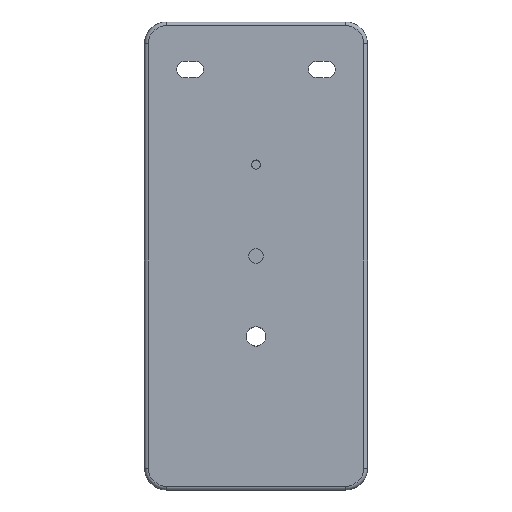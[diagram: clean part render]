
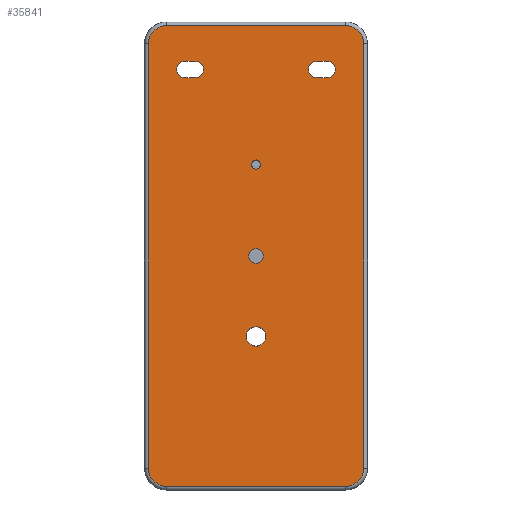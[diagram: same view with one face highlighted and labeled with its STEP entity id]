
A CAD part, front view. The second image highlights one B-rep face of the part: STEP entity #35841.
In plain terms, the highlighted planar face has unit normal (0, -1, 0).
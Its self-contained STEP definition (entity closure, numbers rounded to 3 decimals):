
#2679=DIRECTION('',(1.,0.,0.));
#2680=VECTOR('',#2679,49.);
#2681=CARTESIAN_POINT('',(-24.5,0.,-62.985));
#2682=LINE('',#2681,#2680);
#2683=CARTESIAN_POINT('',(-24.5,0.,-58.));
#2684=DIRECTION('',(0.,-1.,0.));
#2685=DIRECTION('',(-1.,0.,0.));
#2686=AXIS2_PLACEMENT_3D('',#2683,#2684,#2685);
#2688=DIRECTION('',(0.,0.,-1.));
#2689=VECTOR('',#2688,116.);
#2690=CARTESIAN_POINT('',(-29.485,0.,58.));
#2691=LINE('',#2690,#2689);
#2692=CARTESIAN_POINT('',(-24.5,0.,58.));
#2693=DIRECTION('',(0.,-1.,0.));
#2694=DIRECTION('',(0.,0.,1.));
#2695=AXIS2_PLACEMENT_3D('',#2692,#2693,#2694);
#2697=DIRECTION('',(-1.,0.,0.));
#2698=VECTOR('',#2697,49.);
#2699=CARTESIAN_POINT('',(24.5,0.,62.985));
#2700=LINE('',#2699,#2698);
#2701=CARTESIAN_POINT('',(24.5,0.,58.));
#2702=DIRECTION('',(0.,-1.,0.));
#2703=DIRECTION('',(1.,0.,0.));
#2704=AXIS2_PLACEMENT_3D('',#2701,#2702,#2703);
#2706=DIRECTION('',(0.,0.,1.));
#2707=VECTOR('',#2706,116.);
#2708=CARTESIAN_POINT('',(29.485,0.,-58.));
#2709=LINE('',#2708,#2707);
#2710=CARTESIAN_POINT('',(24.5,0.,-58.));
#2711=DIRECTION('',(0.,-1.,0.));
#2712=DIRECTION('',(0.,0.,-1.));
#2713=AXIS2_PLACEMENT_3D('',#2710,#2711,#2712);
#2715=CARTESIAN_POINT('',(0.,0.,-22.));
#2716=DIRECTION('',(0.,-1.,0.));
#2717=DIRECTION('',(1.,0.,0.));
#2718=AXIS2_PLACEMENT_3D('',#2715,#2716,#2717);
#2720=CARTESIAN_POINT('',(0.,0.,-22.));
#2721=DIRECTION('',(0.,-1.,0.));
#2722=DIRECTION('',(-1.,0.,0.));
#2723=AXIS2_PLACEMENT_3D('',#2720,#2721,#2722);
#2725=DIRECTION('',(1.,0.,0.));
#2726=VECTOR('',#2725,3.);
#2727=CARTESIAN_POINT('',(-19.5,0.,48.802));
#2728=LINE('',#2727,#2726);
#2729=CARTESIAN_POINT('',(-16.5,0.,51.));
#2730=DIRECTION('',(0.,-1.,0.));
#2731=DIRECTION('',(0.,0.,-1.));
#2732=AXIS2_PLACEMENT_3D('',#2729,#2730,#2731);
#2734=DIRECTION('',(-1.,0.,0.));
#2735=VECTOR('',#2734,3.);
#2736=CARTESIAN_POINT('',(-16.5,0.,53.198));
#2737=LINE('',#2736,#2735);
#2738=CARTESIAN_POINT('',(-19.5,0.,51.));
#2739=DIRECTION('',(0.,-1.,0.));
#2740=DIRECTION('',(0.,0.,1.));
#2741=AXIS2_PLACEMENT_3D('',#2738,#2739,#2740);
#2743=DIRECTION('',(1.,0.,0.));
#2744=VECTOR('',#2743,3.);
#2745=CARTESIAN_POINT('',(16.5,0.,48.802));
#2746=LINE('',#2745,#2744);
#2747=CARTESIAN_POINT('',(19.5,0.,51.));
#2748=DIRECTION('',(0.,-1.,0.));
#2749=DIRECTION('',(0.,0.,-1.));
#2750=AXIS2_PLACEMENT_3D('',#2747,#2748,#2749);
#2752=DIRECTION('',(-1.,0.,0.));
#2753=VECTOR('',#2752,3.);
#2754=CARTESIAN_POINT('',(19.5,0.,53.198));
#2755=LINE('',#2754,#2753);
#2756=CARTESIAN_POINT('',(16.5,0.,51.));
#2757=DIRECTION('',(0.,-1.,0.));
#2758=DIRECTION('',(0.,0.,1.));
#2759=AXIS2_PLACEMENT_3D('',#2756,#2757,#2758);
#2761=CARTESIAN_POINT('',(0.,0.,25.));
#2762=DIRECTION('',(0.,1.,0.));
#2763=DIRECTION('',(0.,0.,-1.));
#2764=AXIS2_PLACEMENT_3D('',#2761,#2762,#2763);
#2766=CARTESIAN_POINT('',(0.,0.,25.));
#2767=DIRECTION('',(0.,1.,0.));
#2768=DIRECTION('',(0.,0.,1.));
#2769=AXIS2_PLACEMENT_3D('',#2766,#2767,#2768);
#2771=CARTESIAN_POINT('',(0.,0.,0.));
#2772=DIRECTION('',(0.,-1.,0.));
#2773=DIRECTION('',(0.,0.,-1.));
#2774=AXIS2_PLACEMENT_3D('',#2771,#2772,#2773);
#2776=CARTESIAN_POINT('',(0.,0.,0.));
#2777=DIRECTION('',(0.,-1.,0.));
#2778=DIRECTION('',(0.,0.,1.));
#2779=AXIS2_PLACEMENT_3D('',#2776,#2777,#2778);
#27751=CARTESIAN_POINT('',(-19.5,0.,48.802));
#27752=CARTESIAN_POINT('',(-16.5,0.,48.802));
#27753=VERTEX_POINT('',#27751);
#27754=VERTEX_POINT('',#27752);
#27755=CARTESIAN_POINT('',(-16.5,0.,53.198));
#27756=VERTEX_POINT('',#27755);
#27757=CARTESIAN_POINT('',(-19.5,0.,53.198));
#27758=VERTEX_POINT('',#27757);
#27759=CARTESIAN_POINT('',(16.5,0.,48.802));
#27760=CARTESIAN_POINT('',(19.5,0.,48.802));
#27761=VERTEX_POINT('',#27759);
#27762=VERTEX_POINT('',#27760);
#27763=CARTESIAN_POINT('',(19.5,0.,53.198));
#27764=VERTEX_POINT('',#27763);
#27765=CARTESIAN_POINT('',(16.5,0.,53.198));
#27766=VERTEX_POINT('',#27765);
#27767=CARTESIAN_POINT('',(2.698,0.,-22.));
#27768=CARTESIAN_POINT('',(-2.698,0.,-22.));
#27769=VERTEX_POINT('',#27767);
#27770=VERTEX_POINT('',#27768);
#27771=CARTESIAN_POINT('',(-24.5,0.,-62.985));
#27772=CARTESIAN_POINT('',(24.5,0.,-62.985));
#27773=VERTEX_POINT('',#27771);
#27774=VERTEX_POINT('',#27772);
#27779=CARTESIAN_POINT('',(29.485,0.,-58.));
#27780=VERTEX_POINT('',#27779);
#27783=CARTESIAN_POINT('',(29.485,0.,58.));
#27784=VERTEX_POINT('',#27783);
#27787=CARTESIAN_POINT('',(24.5,0.,62.985));
#27788=VERTEX_POINT('',#27787);
#27791=CARTESIAN_POINT('',(-24.5,0.,62.985));
#27792=VERTEX_POINT('',#27791);
#27795=CARTESIAN_POINT('',(-29.485,0.,58.));
#27796=VERTEX_POINT('',#27795);
#27799=CARTESIAN_POINT('',(-29.485,0.,-58.));
#27800=VERTEX_POINT('',#27799);
#27803=CARTESIAN_POINT('',(0.,0.,23.74));
#27804=CARTESIAN_POINT('',(0.,0.,26.26));
#27805=VERTEX_POINT('',#27803);
#27806=VERTEX_POINT('',#27804);
#27843=CARTESIAN_POINT('',(0.,0.,-2.009));
#27844=CARTESIAN_POINT('',(0.,0.,2.009));
#27845=VERTEX_POINT('',#27843);
#27846=VERTEX_POINT('',#27844);
#35781=CARTESIAN_POINT('',(0.,0.,0.));
#35782=DIRECTION('',(0.,1.,0.));
#35783=DIRECTION('',(1.,0.,0.));
#35784=AXIS2_PLACEMENT_3D('',#35781,#35782,#35783);
#35785=PLANE('',#35784);
#35787=ORIENTED_EDGE('',*,*,#35786,.F.);
#35789=ORIENTED_EDGE('',*,*,#35788,.F.);
#35790=ORIENTED_EDGE('',*,*,#35771,.F.);
#35792=ORIENTED_EDGE('',*,*,#35791,.F.);
#35794=ORIENTED_EDGE('',*,*,#35793,.F.);
#35796=ORIENTED_EDGE('',*,*,#35795,.F.);
#35798=ORIENTED_EDGE('',*,*,#35797,.F.);
#35800=ORIENTED_EDGE('',*,*,#35799,.F.);
#35801=EDGE_LOOP('',(#35787,#35789,#35790,#35792,#35794,#35796,#35798,#35800));
#35802=FACE_OUTER_BOUND('',#35801,.F.);
#35804=ORIENTED_EDGE('',*,*,#35803,.T.);
#35806=ORIENTED_EDGE('',*,*,#35805,.T.);
#35807=EDGE_LOOP('',(#35804,#35806));
#35808=FACE_BOUND('',#35807,.F.);
#35810=ORIENTED_EDGE('',*,*,#35809,.T.);
#35812=ORIENTED_EDGE('',*,*,#35811,.T.);
#35814=ORIENTED_EDGE('',*,*,#35813,.T.);
#35816=ORIENTED_EDGE('',*,*,#35815,.T.);
#35817=EDGE_LOOP('',(#35810,#35812,#35814,#35816));
#35818=FACE_BOUND('',#35817,.F.);
#35820=ORIENTED_EDGE('',*,*,#35819,.T.);
#35822=ORIENTED_EDGE('',*,*,#35821,.T.);
#35824=ORIENTED_EDGE('',*,*,#35823,.T.);
#35826=ORIENTED_EDGE('',*,*,#35825,.T.);
#35827=EDGE_LOOP('',(#35820,#35822,#35824,#35826));
#35828=FACE_BOUND('',#35827,.F.);
#35830=ORIENTED_EDGE('',*,*,#35829,.F.);
#35832=ORIENTED_EDGE('',*,*,#35831,.F.);
#35833=EDGE_LOOP('',(#35830,#35832));
#35834=FACE_BOUND('',#35833,.F.);
#35836=ORIENTED_EDGE('',*,*,#35835,.T.);
#35838=ORIENTED_EDGE('',*,*,#35837,.T.);
#35839=EDGE_LOOP('',(#35836,#35838));
#35840=FACE_BOUND('',#35839,.F.);
#35841=ADVANCED_FACE('',(#35802,#35808,#35818,#35828,#35834,#35840),#35785,.F.);
#2687=CIRCLE('',#2686,4.985);
#2696=CIRCLE('',#2695,4.985);
#2705=CIRCLE('',#2704,4.985);
#2714=CIRCLE('',#2713,4.985);
#2719=CIRCLE('',#2718,2.698);
#2724=CIRCLE('',#2723,2.698);
#2733=CIRCLE('',#2732,2.198);
#2742=CIRCLE('',#2741,2.198);
#2751=CIRCLE('',#2750,2.198);
#2760=CIRCLE('',#2759,2.198);
#2765=CIRCLE('',#2764,1.26);
#2770=CIRCLE('',#2769,1.26);
#2775=CIRCLE('',#2774,2.009);
#2780=CIRCLE('',#2779,2.009);
#35771=EDGE_CURVE('',#27796,#27800,#2691,.T.);
#35786=EDGE_CURVE('',#27773,#27774,#2682,.T.);
#35788=EDGE_CURVE('',#27800,#27773,#2687,.T.);
#35791=EDGE_CURVE('',#27792,#27796,#2696,.T.);
#35793=EDGE_CURVE('',#27788,#27792,#2700,.T.);
#35795=EDGE_CURVE('',#27784,#27788,#2705,.T.);
#35797=EDGE_CURVE('',#27780,#27784,#2709,.T.);
#35799=EDGE_CURVE('',#27774,#27780,#2714,.T.);
#35803=EDGE_CURVE('',#27769,#27770,#2719,.T.);
#35805=EDGE_CURVE('',#27770,#27769,#2724,.T.);
#35809=EDGE_CURVE('',#27753,#27754,#2728,.T.);
#35811=EDGE_CURVE('',#27754,#27756,#2733,.T.);
#35813=EDGE_CURVE('',#27756,#27758,#2737,.T.);
#35815=EDGE_CURVE('',#27758,#27753,#2742,.T.);
#35819=EDGE_CURVE('',#27761,#27762,#2746,.T.);
#35821=EDGE_CURVE('',#27762,#27764,#2751,.T.);
#35823=EDGE_CURVE('',#27764,#27766,#2755,.T.);
#35825=EDGE_CURVE('',#27766,#27761,#2760,.T.);
#35829=EDGE_CURVE('',#27805,#27806,#2765,.T.);
#35831=EDGE_CURVE('',#27806,#27805,#2770,.T.);
#35835=EDGE_CURVE('',#27845,#27846,#2775,.T.);
#35837=EDGE_CURVE('',#27846,#27845,#2780,.T.);
